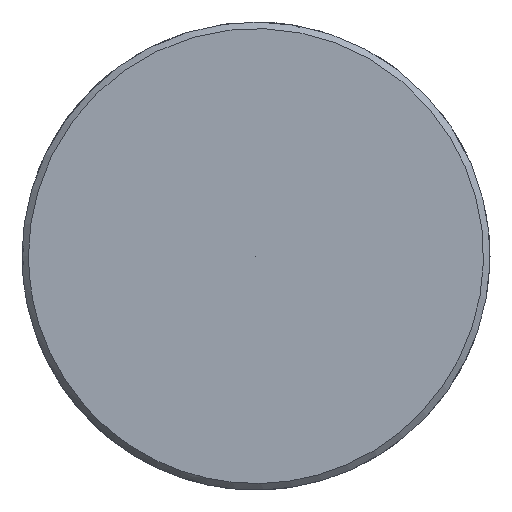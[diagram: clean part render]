
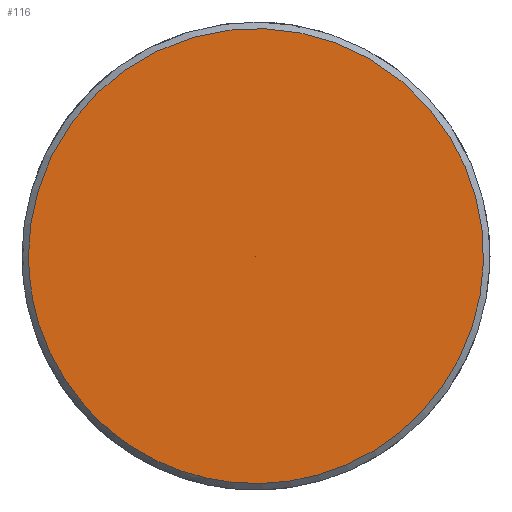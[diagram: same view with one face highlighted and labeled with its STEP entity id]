
A CAD part, left-side view. The second image highlights one B-rep face of the part: STEP entity #116.
In plain terms, the highlighted free-form (B-spline) face has degree [5, 3] with [6, 4] control points.
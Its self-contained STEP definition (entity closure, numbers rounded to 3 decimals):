
#22 = CARTESIAN_POINT ('', (-143., 8.75, 0.));
#23 = VERTEX_POINT ('', #22);
#41 = CARTESIAN_POINT ('', (-143., 8.75, 0.));
#42 = CARTESIAN_POINT ('', (-143., 8.75, 35.));
#43 = CARTESIAN_POINT ('', (-143., -26.25, 17.5));
#44 = CARTESIAN_POINT ('', (-143., -26.25, -17.5));
#45 = CARTESIAN_POINT ('', (-143., 8.75, -35.));
#46 = CARTESIAN_POINT ('', (-143., 8.75, 0.));
#47 = (
   BOUNDED_CURVE ()
   B_SPLINE_CURVE (5, (#41, #42, #43, #44, #45, #46), .UNSPECIFIED., .T., .U.)
   B_SPLINE_CURVE_WITH_KNOTS ((6, 6), (0., 1.), .UNSPECIFIED.)
   CURVE ()
   GEOMETRIC_REPRESENTATION_ITEM ()
   RATIONAL_B_SPLINE_CURVE ((5., 1., 1., 1., 1., 5.))
   REPRESENTATION_ITEM ('')
);
#48 = EDGE_CURVE ('', #23, #23, #47, .T.);
#78 = CARTESIAN_POINT ('', (-143., 0., 0.));
#79 = VERTEX_POINT ('', #78);
#80 = CARTESIAN_POINT ('', (-143., 8.75, 0.));
#81 = CARTESIAN_POINT ('', (-143., 5.833, 0.));
#82 = CARTESIAN_POINT ('', (-143., 2.917, 0.));
#83 = CARTESIAN_POINT ('', (-143., 0., 0.));
#84 = B_SPLINE_CURVE_WITH_KNOTS ('', 3, (#80, #81, #82, #83), .UNSPECIFIED., .F., .U., (4, 4), (0., 1.), .UNSPECIFIED.);
#85 = EDGE_CURVE ('', #23, #79, #84, .T.);
#86 = ORIENTED_EDGE ('', *, *, #85, .F.);
#87 = ORIENTED_EDGE ('', *, *, #48, .T.);
#88 = ORIENTED_EDGE ('', *, *, #85, .T.);
#89 = EDGE_LOOP ('', (#86, #87, #88));
#90 = FACE_OUTER_BOUND ('', #89, .F.);
#91 = CARTESIAN_POINT ('', (-143., 8.75, 0.));
#92 = CARTESIAN_POINT ('', (-143., 5.833, 0.));
#93 = CARTESIAN_POINT ('', (-143., 2.917, 0.));
#94 = CARTESIAN_POINT ('', (-143., 0., 0.));
#95 = CARTESIAN_POINT ('', (-143., 8.75, 35.));
#96 = CARTESIAN_POINT ('', (-143., 5.833, 23.333));
#97 = CARTESIAN_POINT ('', (-143., 2.917, 11.667));
#98 = CARTESIAN_POINT ('', (-143., 0., 0.));
#99 = CARTESIAN_POINT ('', (-143., -26.25, 17.5));
#100 = CARTESIAN_POINT ('', (-143., -17.5, 11.667));
#101 = CARTESIAN_POINT ('', (-143., -8.75, 5.833));
#102 = CARTESIAN_POINT ('', (-143., 0., 0.));
#103 = CARTESIAN_POINT ('', (-143., -26.25, -17.5));
#104 = CARTESIAN_POINT ('', (-143., -17.5, -11.667));
#105 = CARTESIAN_POINT ('', (-143., -8.75, -5.833));
#106 = CARTESIAN_POINT ('', (-143., 0., 0.));
#107 = CARTESIAN_POINT ('', (-143., 8.75, -35.));
#108 = CARTESIAN_POINT ('', (-143., 5.833, -23.333));
#109 = CARTESIAN_POINT ('', (-143., 2.917, -11.667));
#110 = CARTESIAN_POINT ('', (-143., 0., 0.));
#111 = CARTESIAN_POINT ('', (-143., 8.75, 0.));
#112 = CARTESIAN_POINT ('', (-143., 5.833, 0.));
#113 = CARTESIAN_POINT ('', (-143., 2.917, 0.));
#114 = CARTESIAN_POINT ('', (-143., 0., 0.));
#115 = (
   BOUNDED_SURFACE ()
   B_SPLINE_SURFACE (5, 3, ((#91, #92, #93, #94), (#95, #96, #97, #98), (#99, #100, #101, #102), (#103, #104, #105, #106), (#107, #108, #109, #110), (#111, #112, #113, #114)), .UNSPECIFIED., .T., .F., .U.)
   B_SPLINE_SURFACE_WITH_KNOTS ((6, 6), (4, 4), (0., 1.), (0., 1.), .UNSPECIFIED.)
   SURFACE ()
   GEOMETRIC_REPRESENTATION_ITEM ()
   RATIONAL_B_SPLINE_SURFACE (((5., 5., 5., 5.), (1., 1., 1., 1.), (1., 1., 1., 1.), (1., 1., 1., 1.), (1., 1., 1., 1.), (5., 5., 5., 5.)))
   REPRESENTATION_ITEM ('')
);
#116 = ADVANCED_FACE ('', (#90), #115, .F.);
